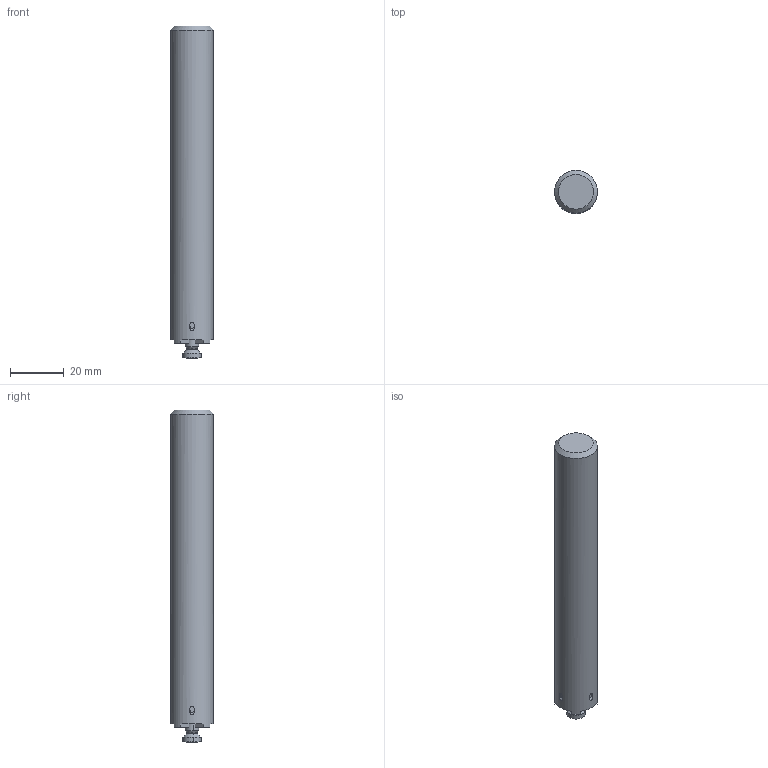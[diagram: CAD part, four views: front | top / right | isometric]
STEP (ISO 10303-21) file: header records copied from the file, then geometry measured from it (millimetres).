
FILE_DESCRIPTION(/* description */ (''),/* implementation_level */ '2;1');
FILE_NAME(/* name */ '335.14-1616.0-060-125-E_Detailed.stp',/* time_stamp */ '2024-08-09T14:35:57+05:00',/* author */ (''),/* organization */ (''),/* preprocessor_version */ 'ST-DEVELOPER v18.102',/* originating_system */ 'SIEMENS PLM Software NX2206.8101',/* authorisation */ '');
FILE_SCHEMA (('AUTOMOTIVE_DESIGN { 1 0 10303 214 3 1 1 1 }'));
Length unit declared in the file: millimetre
Products named in the file (1): 335.14-1616.0-060-125-E_step_stp_objects
Bounding box: 15.99 x 15.99 x 124.1 mm (x, y, z)
Volume: 23743.1 mm3; surface area: 6518.7 mm2
Topology: 1 solids, 1 shells, 114 faces, 308 edges, 204 vertices
Faces by surface type: plane 78, cylinder 13, extrusion 8, bspline 6, cone 5, torus 4
Full cylindrical faces by diameter (mm): 15.994 x1
Entity records: 4291 total; most frequent: CARTESIAN_POINT 1417, ORIENTED_EDGE 604, DIRECTION 542, EDGE_CURVE 302, VECTOR 238, LINE 230, VERTEX_POINT 198, AXIS2_PLACEMENT_3D 152
